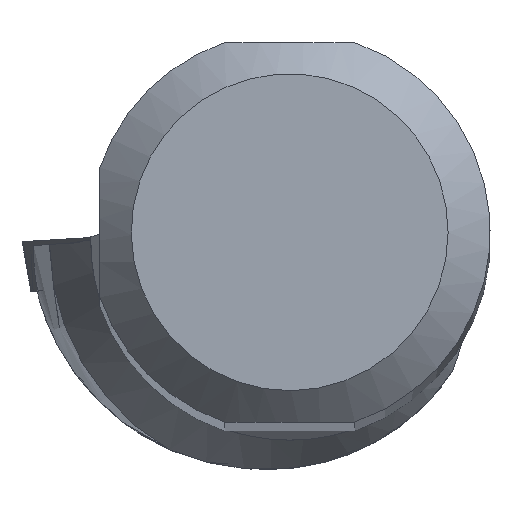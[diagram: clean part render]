
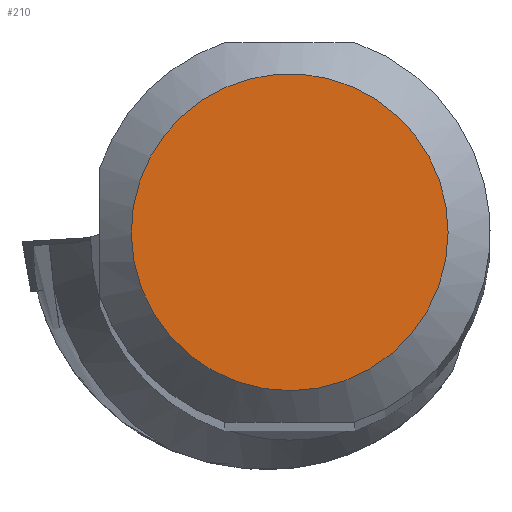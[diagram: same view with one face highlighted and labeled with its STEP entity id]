
A CAD part, top view. The second image highlights one B-rep face of the part: STEP entity #210.
In plain terms, the highlighted planar face has unit normal (0, 0, 1).
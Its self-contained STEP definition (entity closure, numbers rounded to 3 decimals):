
#171=FACE_OUTER_BOUND('',#391,.T.);
#210=ADVANCED_FACE('CU_SU_BP3',(#171),#238,.T.);
#238=PLANE('',#955);
#391=EDGE_LOOP('',(#537));
#537=ORIENTED_EDGE('',*,*,#777,.T.);
#686=VERTEX_POINT('',#1511);
#777=EDGE_CURVE('',#686,#686,#825,.T.);
#825=CIRCLE('',#954,7.516);
#954=AXIS2_PLACEMENT_3D('',#1510,#1136,#1137);
#955=AXIS2_PLACEMENT_3D('',#1512,#1138,#1139);
#1136=DIRECTION('',(0.,0.,1.));
#1137=DIRECTION('',(1.,0.,0.));
#1138=DIRECTION('',(0.,0.,1.));
#1139=DIRECTION('',(1.,0.,0.));
#1510=CARTESIAN_POINT('',(0.,0.,0.));
#1511=CARTESIAN_POINT('',(7.516,0.,0.));
#1512=CARTESIAN_POINT('',(0.,0.,
0.));
